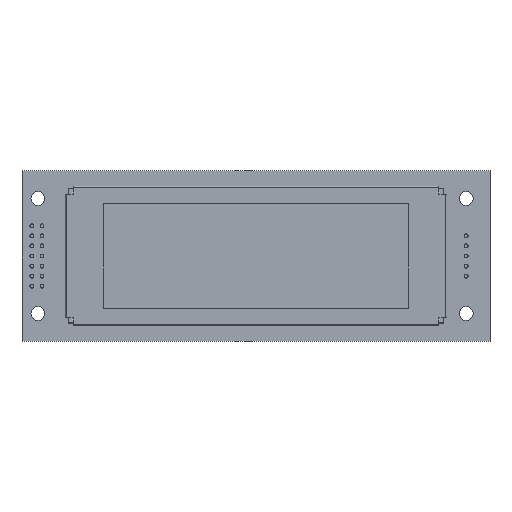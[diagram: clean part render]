
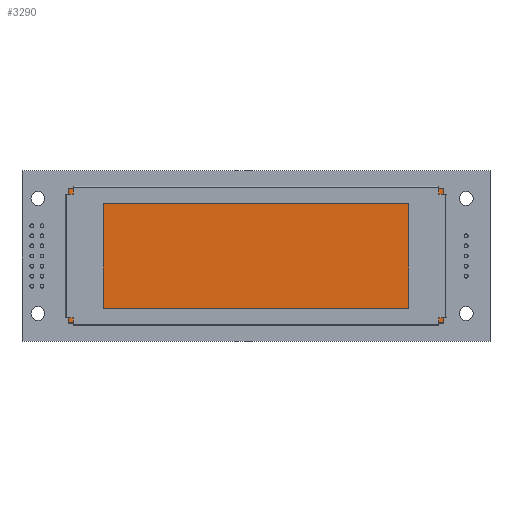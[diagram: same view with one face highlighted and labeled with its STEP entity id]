
A CAD part, top view. The second image highlights one B-rep face of the part: STEP entity #3290.
In plain terms, the highlighted planar face has unit normal (0, 0, 1).
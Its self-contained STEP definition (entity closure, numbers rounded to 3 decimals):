
#2976 = VERTEX_POINT('',#2977);
#2977 = CARTESIAN_POINT('',(-47.4,-16.9,4.1));
#2984 = PLANE('',#2985);
#2985 = AXIS2_PLACEMENT_3D('',#2986,#2987,#2988);
#2986 = CARTESIAN_POINT('',(-47.4,-16.9,1.));
#2987 = DIRECTION('',(1.,0.,0.));
#2988 = DIRECTION('',(0.,0.,1.));
#2996 = PLANE('',#2997);
#2997 = AXIS2_PLACEMENT_3D('',#2998,#2999,#3000);
#2998 = CARTESIAN_POINT('',(-47.4,-16.9,1.));
#2999 = DIRECTION('',(0.,1.,0.));
#3000 = DIRECTION('',(0.,0.,1.));
#3037 = VERTEX_POINT('',#3038);
#3038 = CARTESIAN_POINT('',(-47.4,16.9,4.1));
#3052 = PLANE('',#3053);
#3053 = AXIS2_PLACEMENT_3D('',#3054,#3055,#3056);
#3054 = CARTESIAN_POINT('',(-47.4,16.9,1.));
#3055 = DIRECTION('',(0.,1.,0.));
#3056 = DIRECTION('',(0.,0.,1.));
#3064 = EDGE_CURVE('',#2976,#3037,#3065,.T.);
#3065 = SURFACE_CURVE('',#3066,(#3070,#3077),.PCURVE_S1.);
#3066 = LINE('',#3067,#3068);
#3067 = CARTESIAN_POINT('',(-47.4,-16.9,4.1));
#3068 = VECTOR('',#3069,1.);
#3069 = DIRECTION('',(0.,1.,0.));
#3070 = PCURVE('',#2984,#3071);
#3071 = DEFINITIONAL_REPRESENTATION('',(#3072),#3076);
#3072 = LINE('',#3073,#3074);
#3073 = CARTESIAN_POINT('',(3.1,0.));
#3074 = VECTOR('',#3075,1.);
#3075 = DIRECTION('',(0.,-1.));
#3076 = ( GEOMETRIC_REPRESENTATION_CONTEXT(2) 
PARAMETRIC_REPRESENTATION_CONTEXT() REPRESENTATION_CONTEXT('2D SPACE',''
  ) );
#3077 = PCURVE('',#3078,#3083);
#3078 = PLANE('',#3079);
#3079 = AXIS2_PLACEMENT_3D('',#3080,#3081,#3082);
#3080 = CARTESIAN_POINT('',(-47.4,-16.9,4.1));
#3081 = DIRECTION('',(0.,0.,1.));
#3082 = DIRECTION('',(1.,0.,0.));
#3083 = DEFINITIONAL_REPRESENTATION('',(#3084),#3088);
#3084 = LINE('',#3085,#3086);
#3085 = CARTESIAN_POINT('',(0.,0.));
#3086 = VECTOR('',#3087,1.);
#3087 = DIRECTION('',(0.,1.));
#3088 = ( GEOMETRIC_REPRESENTATION_CONTEXT(2) 
PARAMETRIC_REPRESENTATION_CONTEXT() REPRESENTATION_CONTEXT('2D SPACE',''
  ) );
#3096 = VERTEX_POINT('',#3097);
#3097 = CARTESIAN_POINT('',(47.4,-16.9,4.1));
#3104 = PLANE('',#3105);
#3105 = AXIS2_PLACEMENT_3D('',#3106,#3107,#3108);
#3106 = CARTESIAN_POINT('',(47.4,-16.9,1.));
#3107 = DIRECTION('',(1.,0.,0.));
#3108 = DIRECTION('',(0.,0.,1.));
#3147 = VERTEX_POINT('',#3148);
#3148 = CARTESIAN_POINT('',(47.4,16.9,4.1));
#3169 = EDGE_CURVE('',#3096,#3147,#3170,.T.);
#3170 = SURFACE_CURVE('',#3171,(#3175,#3182),.PCURVE_S1.);
#3171 = LINE('',#3172,#3173);
#3172 = CARTESIAN_POINT('',(47.4,-16.9,4.1));
#3173 = VECTOR('',#3174,1.);
#3174 = DIRECTION('',(0.,1.,0.));
#3175 = PCURVE('',#3104,#3176);
#3176 = DEFINITIONAL_REPRESENTATION('',(#3177),#3181);
#3177 = LINE('',#3178,#3179);
#3178 = CARTESIAN_POINT('',(3.1,0.));
#3179 = VECTOR('',#3180,1.);
#3180 = DIRECTION('',(0.,-1.));
#3181 = ( GEOMETRIC_REPRESENTATION_CONTEXT(2) 
PARAMETRIC_REPRESENTATION_CONTEXT() REPRESENTATION_CONTEXT('2D SPACE',''
  ) );
#3182 = PCURVE('',#3078,#3183);
#3183 = DEFINITIONAL_REPRESENTATION('',(#3184),#3188);
#3184 = LINE('',#3185,#3186);
#3185 = CARTESIAN_POINT('',(94.8,0.));
#3186 = VECTOR('',#3187,1.);
#3187 = DIRECTION('',(0.,1.));
#3188 = ( GEOMETRIC_REPRESENTATION_CONTEXT(2) 
PARAMETRIC_REPRESENTATION_CONTEXT() REPRESENTATION_CONTEXT('2D SPACE',''
  ) );
#3215 = EDGE_CURVE('',#2976,#3096,#3216,.T.);
#3216 = SURFACE_CURVE('',#3217,(#3221,#3228),.PCURVE_S1.);
#3217 = LINE('',#3218,#3219);
#3218 = CARTESIAN_POINT('',(-47.4,-16.9,4.1));
#3219 = VECTOR('',#3220,1.);
#3220 = DIRECTION('',(1.,0.,0.));
#3221 = PCURVE('',#2996,#3222);
#3222 = DEFINITIONAL_REPRESENTATION('',(#3223),#3227);
#3223 = LINE('',#3224,#3225);
#3224 = CARTESIAN_POINT('',(3.1,0.));
#3225 = VECTOR('',#3226,1.);
#3226 = DIRECTION('',(0.,1.));
#3227 = ( GEOMETRIC_REPRESENTATION_CONTEXT(2) 
PARAMETRIC_REPRESENTATION_CONTEXT() REPRESENTATION_CONTEXT('2D SPACE',''
  ) );
#3228 = PCURVE('',#3078,#3229);
#3229 = DEFINITIONAL_REPRESENTATION('',(#3230),#3234);
#3230 = LINE('',#3231,#3232);
#3231 = CARTESIAN_POINT('',(0.,0.));
#3232 = VECTOR('',#3233,1.);
#3233 = DIRECTION('',(1.,0.));
#3234 = ( GEOMETRIC_REPRESENTATION_CONTEXT(2) 
PARAMETRIC_REPRESENTATION_CONTEXT() REPRESENTATION_CONTEXT('2D SPACE',''
  ) );
#3262 = EDGE_CURVE('',#3037,#3147,#3263,.T.);
#3263 = SURFACE_CURVE('',#3264,(#3268,#3275),.PCURVE_S1.);
#3264 = LINE('',#3265,#3266);
#3265 = CARTESIAN_POINT('',(-47.4,16.9,4.1));
#3266 = VECTOR('',#3267,1.);
#3267 = DIRECTION('',(1.,0.,0.));
#3268 = PCURVE('',#3052,#3269);
#3269 = DEFINITIONAL_REPRESENTATION('',(#3270),#3274);
#3270 = LINE('',#3271,#3272);
#3271 = CARTESIAN_POINT('',(3.1,0.));
#3272 = VECTOR('',#3273,1.);
#3273 = DIRECTION('',(0.,1.));
#3274 = ( GEOMETRIC_REPRESENTATION_CONTEXT(2) 
PARAMETRIC_REPRESENTATION_CONTEXT() REPRESENTATION_CONTEXT('2D SPACE',''
  ) );
#3275 = PCURVE('',#3078,#3276);
#3276 = DEFINITIONAL_REPRESENTATION('',(#3277),#3281);
#3277 = LINE('',#3278,#3279);
#3278 = CARTESIAN_POINT('',(0.,33.8));
#3279 = VECTOR('',#3280,1.);
#3280 = DIRECTION('',(1.,0.));
#3281 = ( GEOMETRIC_REPRESENTATION_CONTEXT(2) 
PARAMETRIC_REPRESENTATION_CONTEXT() REPRESENTATION_CONTEXT('2D SPACE',''
  ) );
#3290 = ADVANCED_FACE('',(#3291),#3078,.T.);
#3291 = FACE_BOUND('',#3292,.T.);
#3292 = EDGE_LOOP('',(#3293,#3294,#3295,#3296));
#3293 = ORIENTED_EDGE('',*,*,#3064,.F.);
#3294 = ORIENTED_EDGE('',*,*,#3215,.T.);
#3295 = ORIENTED_EDGE('',*,*,#3169,.T.);
#3296 = ORIENTED_EDGE('',*,*,#3262,.F.);
